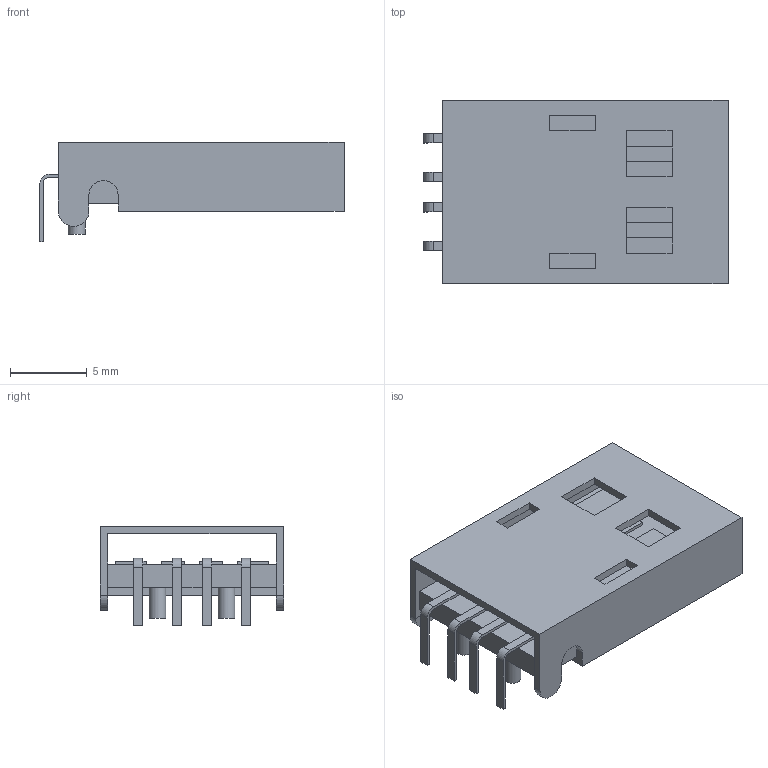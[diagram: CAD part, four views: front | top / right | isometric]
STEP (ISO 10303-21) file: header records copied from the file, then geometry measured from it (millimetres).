
FILE_DESCRIPTION(/* description */ (''),/* implementation_level */ '2;1');
FILE_NAME(/* name */ 'USB-A.step',/* time_stamp */ '2020-01-03T16:19:37+01:00',/* author */ (''),/* organization */ (''),/* preprocessor_version */ 'ST-DEVELOPER v18',/* originating_system */ 'Autodesk Translation Framework v8.12.0.6',/* authorisation */ '');
FILE_SCHEMA (('AUTOMOTIVE_DESIGN { 1 0 10303 214 3 1 1 }'));
Length unit declared in the file: millimetre
Products named in the file (1): USB-A
Bounding box: 19.85 x 12 x 6.5 mm (x, y, z)
Volume: 567 mm3; surface area: 1826.7 mm2
Topology: 6 solids, 10 shells, 103 faces, 267 edges, 177 vertices
Faces by surface type: plane 89, cylinder 14
Full cylindrical faces by diameter (mm): 1.1 x2
Entity records: 3154 total; most frequent: CARTESIAN_POINT 548, DIRECTION 503, ORIENTED_EDGE 502, EDGE_CURVE 267, LINE 239, VECTOR 239, VERTEX_POINT 177, AXIS2_PLACEMENT_3D 132
